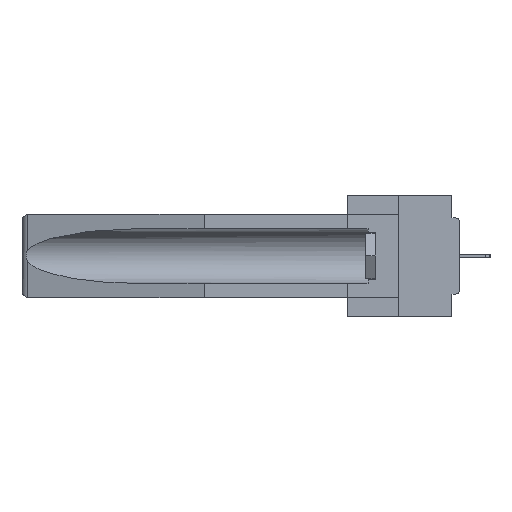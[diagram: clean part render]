
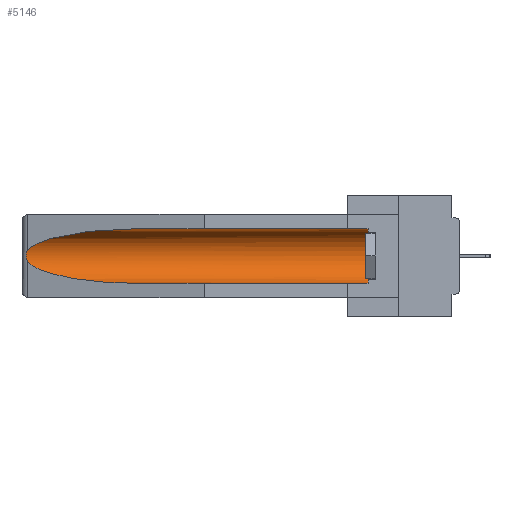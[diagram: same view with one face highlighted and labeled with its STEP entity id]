
A CAD part, left-side view. The second image highlights one B-rep face of the part: STEP entity #5146.
In plain terms, the highlighted cylindrical face has radius 2.857 mm (diameter 5.715 mm), a partial arc.
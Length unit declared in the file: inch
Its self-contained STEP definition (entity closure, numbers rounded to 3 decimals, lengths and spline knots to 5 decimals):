
#45 = CARTESIAN_POINT ( 'NONE',  ( 0.26654, 1.53092, -0.15636 ) ) ;
#224 = ORIENTED_EDGE ( 'NONE', *, *, #6660, .T. ) ;
#707 = VECTOR ( 'NONE', #24451, 39.37008 ) ;
#1793 = ORIENTED_EDGE ( 'NONE', *, *, #26255, .T. ) ;
#2185 = CARTESIAN_POINT ( 'NONE',  ( 0.155, 1.07973, -0.284 ) ) ;
#2760 = ORIENTED_EDGE ( 'NONE', *, *, #32337, .T. ) ;
#2879 = CARTESIAN_POINT ( 'NONE',  ( 0.26655, 1.53094, -0.18657 ) ) ;
#4126 = VERTEX_POINT ( 'NONE', #7556 ) ;
#4523 = VERTEX_POINT ( 'NONE', #2185 ) ;
#4791 = CIRCLE ( 'NONE', #17807, 0.1125 ) ;
#5146 = ADVANCED_FACE ( 'NONE', ( #21847 ), #13875, .F. ) ;
#5196 = VERTEX_POINT ( 'NONE', #25411 ) ;
#5283 = CARTESIAN_POINT ( 'NONE',  ( 0.155, -0.30754, -0.284 ) ) ;
#5393 = CARTESIAN_POINT ( 'NONE',  ( 0.2675, 1.53308, -0.16763 ) ) ;
#5738 = CARTESIAN_POINT ( 'NONE',  ( 0.26537, 1.52718, -0.14972 ) ) ;
#5789 = DIRECTION ( 'NONE',  ( 0., 0., 1. ) ) ;
#5965 = CARTESIAN_POINT ( 'NONE',  ( 0.155, 0.126, -0.1715 ) ) ;
#6033 = CARTESIAN_POINT ( 'NONE',  ( 0.155, 1.07973, -0.059 ) ) ;
#6439 = CARTESIAN_POINT ( 'NONE',  ( 0.155, 0.126, -0.284 ) ) ;
#6660 = EDGE_CURVE ( 'NONE', #7124, #4126, #29970, .T. ) ;
#7124 = VERTEX_POINT ( 'NONE', #24535 ) ;
#7556 = CARTESIAN_POINT ( 'NONE',  ( 0.26537, 1.52718, -0.19328 ) ) ;
#8103 = VERTEX_POINT ( 'NONE', #6439 ) ;
#10159 = EDGE_CURVE ( 'NONE', #5196, #7124, #22962, .T. ) ;
#10620 = EDGE_CURVE ( 'NONE', #8103, #4523, #32143, .T. ) ;
#11253 = CARTESIAN_POINT ( 'NONE',  ( 0.26597, 1.5296, -0.19026 ) ) ;
#13164 = CARTESIAN_POINT ( 'NONE',  ( 0.155, -0.30754, -0.1715 ) ) ;
#13476 = DIRECTION ( 'NONE',  ( 0., 1., 0. ) ) ;
#13875 = CYLINDRICAL_SURFACE ( 'NONE', #32633, 0.1125 ) ;
#14104 = CARTESIAN_POINT ( 'NONE',  ( 0.2675, 1.53308, -0.17534 ) ) ;
#14158 = DIRECTION ( 'NONE',  ( 0., -1., 0. ) ) ;
#14884 = CARTESIAN_POINT ( 'NONE',  ( 0.25451, 1.48313, -0.09465 ) ) ;
#15576 = ORIENTED_EDGE ( 'NONE', *, *, #17049, .T. ) ;
#16241 = CARTESIAN_POINT ( 'NONE',  ( 0.26537, 1.52718, -0.19328 ) ) ;
#16754 = CARTESIAN_POINT ( 'NONE',  ( 0.2673, 1.5327, -0.16383 ) ) ;
#17049 = EDGE_CURVE ( 'NONE', #20574, #5196, #29465, .T. ) ;
#17807 = AXIS2_PLACEMENT_3D ( 'NONE', #5965, #14158, #5789 ) ;
#18491 = DIRECTION ( 'NONE',  ( 0., 1., 0. ) ) ;
#19195 = DIRECTION ( 'NONE',  ( 0., 0., 1. ) ) ;
#19351 = CARTESIAN_POINT ( 'NONE',  ( 0.26537, 1.52718, -0.19328 ) ) ;
#20574 = VERTEX_POINT ( 'NONE', #24546 ) ;
#21323 = CARTESIAN_POINT ( 'NONE',  ( 0.25451, 1.48313, -0.24835 ) ) ;
#21847 = FACE_OUTER_BOUND ( 'NONE', #32611, .T. ) ;
#22238 = CARTESIAN_POINT ( 'NONE',  ( 0.26597, 1.52961, -0.15275 ) ) ;
#22664 = ORIENTED_EDGE ( 'NONE', *, *, #10620, .F. ) ;
#22962 =( BOUNDED_CURVE ( )  B_SPLINE_CURVE ( 3, ( #6033, #31093, #14884, #27720 ),
 .UNSPECIFIED., .F., .F. ) 
 B_SPLINE_CURVE_WITH_KNOTS ( ( 4, 4 ),
 ( 4.71239, 6.08839 ),
 .UNSPECIFIED. ) 
 CURVE ( )  GEOMETRIC_REPRESENTATION_ITEM ( )  RATIONAL_B_SPLINE_CURVE ( ( 1., 0.848, 0.848, 1. ) ) 
 REPRESENTATION_ITEM ( '' )  );
#23973 = CARTESIAN_POINT ( 'NONE',  ( 0.155, 1.07973, -0.284 ) ) ;
#24120 =( BOUNDED_CURVE ( )  B_SPLINE_CURVE ( 3, ( #19351, #21323, #30202, #23973 ),
 .UNSPECIFIED., .F., .T. ) 
 B_SPLINE_CURVE_WITH_KNOTS ( ( 4, 4 ),
 ( 0.1948, 1.5708 ),
 .UNSPECIFIED. ) 
 CURVE ( )  GEOMETRIC_REPRESENTATION_ITEM ( )  RATIONAL_B_SPLINE_CURVE ( ( 1., 0.848, 0.848, 1. ) ) 
 REPRESENTATION_ITEM ( '' )  );
#24451 = DIRECTION ( 'NONE',  ( 0., 1., 0. ) ) ;
#24535 = CARTESIAN_POINT ( 'NONE',  ( 0.26537, 1.52718, -0.14972 ) ) ;
#24546 = CARTESIAN_POINT ( 'NONE',  ( 0.155, 0.126, -0.059 ) ) ;
#24622 = CARTESIAN_POINT ( 'NONE',  ( 0.155, -0.30754, -0.059 ) ) ;
#25411 = CARTESIAN_POINT ( 'NONE',  ( 0.155, 1.07973, -0.059 ) ) ;
#26255 = EDGE_CURVE ( 'NONE', #4126, #4523, #24120, .T. ) ;
#27720 = CARTESIAN_POINT ( 'NONE',  ( 0.26537, 1.52718, -0.14972 ) ) ;
#28573 = VECTOR ( 'NONE', #13476, 39.37008 ) ;
#29465 = LINE ( 'NONE', #24622, #707 ) ;
#29970 = B_SPLINE_CURVE_WITH_KNOTS ( 'NONE', 3,
 ( #5738, #22238, #45, #16754, #5393, #14104, #32590, #2879, #11253, #16241 ),
 .UNSPECIFIED., .F., .F.,
 ( 4, 2, 2, 2, 4 ),
 ( 0., 0.00029, 0.00058, 0.00087, 0.00117 ),
 .UNSPECIFIED. ) ;
#30202 = CARTESIAN_POINT ( 'NONE',  ( 0.21114, 1.30732, -0.284 ) ) ;
#31093 = CARTESIAN_POINT ( 'NONE',  ( 0.21114, 1.30732, -0.059 ) ) ;
#32143 = LINE ( 'NONE', #5283, #28573 ) ;
#32337 = EDGE_CURVE ( 'NONE', #8103, #20574, #4791, .T. ) ;
#32436 = ORIENTED_EDGE ( 'NONE', *, *, #10159, .T. ) ;
#32590 = CARTESIAN_POINT ( 'NONE',  ( 0.2673, 1.53269, -0.17917 ) ) ;
#32611 = EDGE_LOOP ( 'NONE', ( #32436, #224, #1793, #22664, #2760, #15576 ) ) ;
#32633 = AXIS2_PLACEMENT_3D ( 'NONE', #13164, #18491, #19195 ) ;
